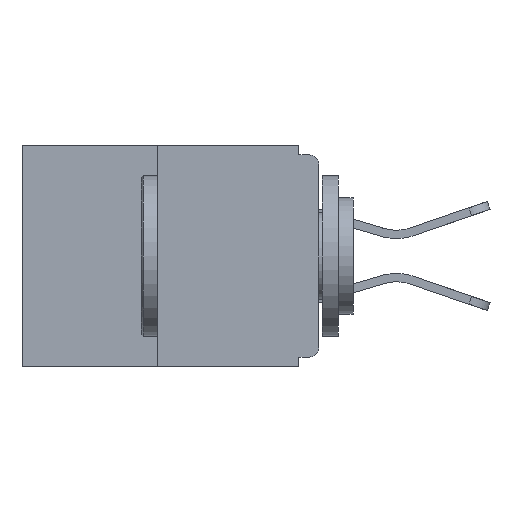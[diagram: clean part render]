
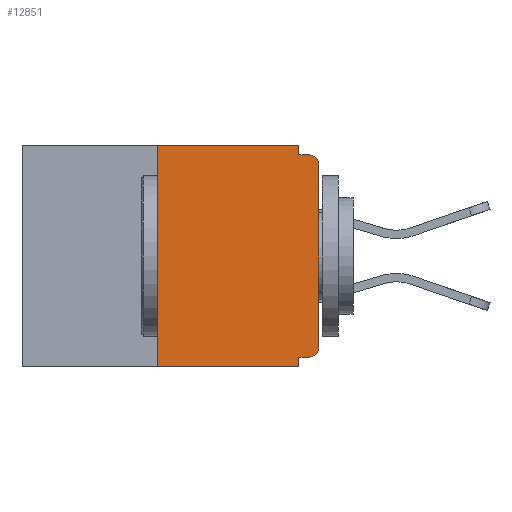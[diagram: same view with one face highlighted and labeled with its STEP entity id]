
A CAD part, left-side view. The second image highlights one B-rep face of the part: STEP entity #12851.
In plain terms, the highlighted planar face has unit normal (-1, 0, 0).
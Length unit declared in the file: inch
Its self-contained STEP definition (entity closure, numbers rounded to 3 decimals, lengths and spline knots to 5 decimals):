
#122 = VERTEX_POINT ( 'NONE', #1388 ) ;
#606 = VERTEX_POINT ( 'NONE', #6229 ) ;
#757 = LINE ( 'NONE', #23644, #6485 ) ;
#879 = CARTESIAN_POINT ( 'NONE',  ( 0., 0.25, 0. ) ) ;
#1002 = AXIS2_PLACEMENT_3D ( 'NONE', #8414, #11200, #18481 ) ;
#1070 = VERTEX_POINT ( 'NONE', #30341 ) ;
#1359 = CARTESIAN_POINT ( 'NONE',  ( 0., 0.015, -0.313 ) ) ;
#1388 = CARTESIAN_POINT ( 'NONE',  ( 0., 0.015, -0.328 ) ) ;
#1447 = EDGE_CURVE ( 'NONE', #122, #606, #16735, .T. ) ;
#2391 = ORIENTED_EDGE ( 'NONE', *, *, #16358, .T. ) ;
#2661 = ORIENTED_EDGE ( 'NONE', *, *, #4190, .T. ) ;
#2759 = EDGE_CURVE ( 'NONE', #9979, #20752, #15084, .T. ) ;
#2976 = CARTESIAN_POINT ( 'NONE',  ( 0., 0.25, 0. ) ) ;
#2982 = CARTESIAN_POINT ( 'NONE',  ( 0., 0.031, 0. ) ) ;
#3139 = EDGE_CURVE ( 'NONE', #5871, #8903, #11582, .T. ) ;
#3308 = CARTESIAN_POINT ( 'NONE',  ( 0., 0.46, 0. ) ) ;
#3310 = CARTESIAN_POINT ( 'NONE',  ( 0., 0., -0.015 ) ) ;
#3901 = VECTOR ( 'NONE', #22966, 39.37008 ) ;
#4190 = EDGE_CURVE ( 'NONE', #606, #1070, #757, .T. ) ;
#4549 = VECTOR ( 'NONE', #6004, 39.37008 ) ;
#4560 = EDGE_CURVE ( 'NONE', #122, #19752, #22610, .T. ) ;
#4574 = EDGE_CURVE ( 'NONE', #5871, #9979, #5316, .T. ) ;
#5233 = DIRECTION ( 'NONE',  ( 0., 0., -1. ) ) ;
#5316 = LINE ( 'NONE', #2976, #4549 ) ;
#5842 = FACE_OUTER_BOUND ( 'NONE', #18285, .T. ) ;
#5871 = VERTEX_POINT ( 'NONE', #24707 ) ;
#6004 = DIRECTION ( 'NONE',  ( 0., 0., 1. ) ) ;
#6188 = VECTOR ( 'NONE', #21848, 39.37008 ) ;
#6229 = CARTESIAN_POINT ( 'NONE',  ( 0., 0., -0.313 ) ) ;
#6442 = CARTESIAN_POINT ( 'NONE',  ( 0., 0.031, -0.328 ) ) ;
#6485 = VECTOR ( 'NONE', #31454, 39.37008 ) ;
#7050 = ORIENTED_EDGE ( 'NONE', *, *, #4574, .F. ) ;
#7276 = CARTESIAN_POINT ( 'NONE',  ( 0., 0.031, -0.343 ) ) ;
#7492 = ORIENTED_EDGE ( 'NONE', *, *, #3139, .T. ) ;
#8414 = CARTESIAN_POINT ( 'NONE',  ( 0., 0.46, 0. ) ) ;
#8522 = VECTOR ( 'NONE', #27871, 39.37008 ) ;
#8903 = VERTEX_POINT ( 'NONE', #14447 ) ;
#8966 = DIRECTION ( 'NONE',  ( -1., 0., 0. ) ) ;
#9553 = ORIENTED_EDGE ( 'NONE', *, *, #2759, .F. ) ;
#9962 = EDGE_CURVE ( 'NONE', #10286, #22069, #30006, .T. ) ;
#9979 = VERTEX_POINT ( 'NONE', #879 ) ;
#10003 = VECTOR ( 'NONE', #15720, 39.37008 ) ;
#10286 = VERTEX_POINT ( 'NONE', #13105 ) ;
#11200 = DIRECTION ( 'NONE',  ( 1., 0., 0. ) ) ;
#11340 = DIRECTION ( 'NONE',  ( 0., 0., -1. ) ) ;
#11582 = LINE ( 'NONE', #16983, #6188 ) ;
#11646 = VECTOR ( 'NONE', #11649, 39.37008 ) ;
#11649 = DIRECTION ( 'NONE',  ( 0., 0., -1. ) ) ;
#11824 = CIRCLE ( 'NONE', #21798, 0.015 ) ;
#12851 = ADVANCED_FACE ( 'NONE', ( #5842 ), #23111, .F. ) ;
#13105 = CARTESIAN_POINT ( 'NONE',  ( 0., 0.031, -0.015 ) ) ;
#13899 = ORIENTED_EDGE ( 'NONE', *, *, #1447, .T. ) ;
#13944 = ORIENTED_EDGE ( 'NONE', *, *, #14756, .F. ) ;
#14447 = CARTESIAN_POINT ( 'NONE',  ( 0., 0.031, -0.343 ) ) ;
#14756 = EDGE_CURVE ( 'NONE', #19752, #8903, #18419, .T. ) ;
#15031 = DIRECTION ( 'NONE',  ( 0., 0., -1. ) ) ;
#15084 = LINE ( 'NONE', #3308, #8522 ) ;
#15524 = LINE ( 'NONE', #16282, #11646 ) ;
#15720 = DIRECTION ( 'NONE',  ( 0., 1., 0. ) ) ;
#16282 = CARTESIAN_POINT ( 'NONE',  ( 0., 0.031, 0. ) ) ;
#16304 = CARTESIAN_POINT ( 'NONE',  ( 0., 0.015, -0.015 ) ) ;
#16358 = EDGE_CURVE ( 'NONE', #1070, #22069, #11824, .T. ) ;
#16735 = CIRCLE ( 'NONE', #26241, 0.015 ) ;
#16983 = CARTESIAN_POINT ( 'NONE',  ( 0., 0.46, -0.343 ) ) ;
#18241 = CARTESIAN_POINT ( 'NONE',  ( 0., 0., -0.328 ) ) ;
#18285 = EDGE_LOOP ( 'NONE', ( #9553, #7050, #7492, #13944, #25441, #13899, #2661, #2391, #21171, #30426 ) ) ;
#18419 = LINE ( 'NONE', #7276, #25722 ) ;
#18481 = DIRECTION ( 'NONE',  ( 0., 0., -1. ) ) ;
#19682 = CARTESIAN_POINT ( 'NONE',  ( 0., 0.015, -0.03 ) ) ;
#19752 = VERTEX_POINT ( 'NONE', #6442 ) ;
#20454 = EDGE_CURVE ( 'NONE', #20752, #10286, #15524, .T. ) ;
#20752 = VERTEX_POINT ( 'NONE', #2982 ) ;
#21171 = ORIENTED_EDGE ( 'NONE', *, *, #9962, .F. ) ;
#21798 = AXIS2_PLACEMENT_3D ( 'NONE', #19682, #29665, #15031 ) ;
#21848 = DIRECTION ( 'NONE',  ( 0., -1., 0. ) ) ;
#22069 = VERTEX_POINT ( 'NONE', #16304 ) ;
#22610 = LINE ( 'NONE', #18241, #10003 ) ;
#22966 = DIRECTION ( 'NONE',  ( 0., -1., 0. ) ) ;
#23111 = PLANE ( 'NONE',  #1002 ) ;
#23644 = CARTESIAN_POINT ( 'NONE',  ( 0., 0., 0. ) ) ;
#24707 = CARTESIAN_POINT ( 'NONE',  ( 0., 0.25, -0.343 ) ) ;
#25441 = ORIENTED_EDGE ( 'NONE', *, *, #4560, .F. ) ;
#25722 = VECTOR ( 'NONE', #5233, 39.37008 ) ;
#26241 = AXIS2_PLACEMENT_3D ( 'NONE', #1359, #8966, #11340 ) ;
#27871 = DIRECTION ( 'NONE',  ( 0., -1., 0. ) ) ;
#29665 = DIRECTION ( 'NONE',  ( -1., 0., 0. ) ) ;
#30006 = LINE ( 'NONE', #3310, #3901 ) ;
#30341 = CARTESIAN_POINT ( 'NONE',  ( 0., 0., -0.03 ) ) ;
#30426 = ORIENTED_EDGE ( 'NONE', *, *, #20454, .F. ) ;
#31454 = DIRECTION ( 'NONE',  ( 0., 0., 1. ) ) ;
